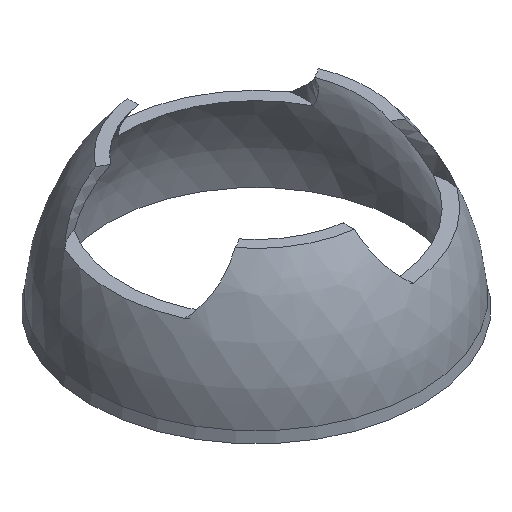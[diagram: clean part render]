
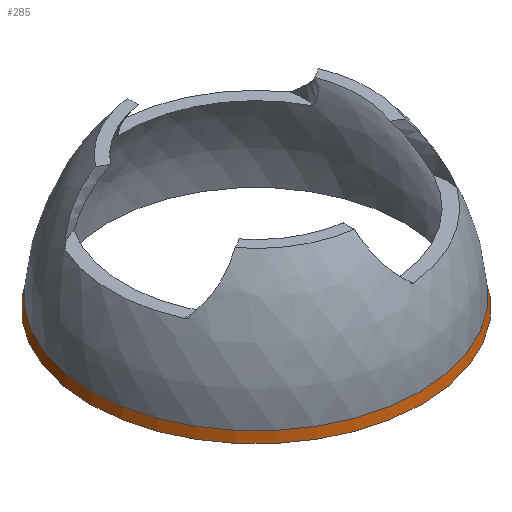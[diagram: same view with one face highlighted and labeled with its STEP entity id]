
A CAD part, isometric view. The second image highlights one B-rep face of the part: STEP entity #285.
In plain terms, the highlighted conical face has half-angle 11.599 degrees and reference radius 25.096 mm.
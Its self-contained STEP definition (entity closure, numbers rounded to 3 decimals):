
#16=LINE('',#663,#17);
#17=VECTOR('',#418,25.096);
#18=CONICAL_SURFACE('',#337,25.096,0.202);
#35=CIRCLE('',#335,24.942);
#37=CIRCLE('',#338,25.25);
#59=FACE_OUTER_BOUND('',#75,.T.);
#75=EDGE_LOOP('',(#257,#258,#259,#260));
#129=VERTEX_POINT('',#657);
#130=VERTEX_POINT('',#661);
#171=EDGE_CURVE('',#129,#129,#35,.T.);
#173=EDGE_CURVE('',#130,#130,#37,.T.);
#174=EDGE_CURVE('',#130,#129,#16,.T.);
#257=ORIENTED_EDGE('',*,*,#173,.F.);
#258=ORIENTED_EDGE('',*,*,#174,.T.);
#259=ORIENTED_EDGE('',*,*,#171,.T.);
#260=ORIENTED_EDGE('',*,*,#174,.F.);
#285=ADVANCED_FACE('',(#59),#18,.T.);
#335=AXIS2_PLACEMENT_3D('',#658,#410,#411);
#337=AXIS2_PLACEMENT_3D('',#660,#414,#415);
#338=AXIS2_PLACEMENT_3D('',#662,#416,#417);
#410=DIRECTION('center_axis',(0.,0.,-1.));
#411=DIRECTION('ref_axis',(1.,0.,0.));
#414=DIRECTION('center_axis',(0.,0.,-1.));
#415=DIRECTION('ref_axis',(-1.,0.,0.));
#416=DIRECTION('center_axis',(0.,0.,-1.));
#417=DIRECTION('ref_axis',(1.,0.,0.));
#418=DIRECTION('',(-0.201,0.,0.98));
#657=CARTESIAN_POINT('',(-50.085,8.05,10.));
#658=CARTESIAN_POINT('Origin',(-75.028,8.05,10.));
#660=CARTESIAN_POINT('Origin',(-75.028,8.05,9.25));
#661=CARTESIAN_POINT('',(-49.778,8.05,8.5));
#662=CARTESIAN_POINT('Origin',(-75.028,8.05,8.5));
#663=CARTESIAN_POINT('',(-49.931,8.05,9.25));
